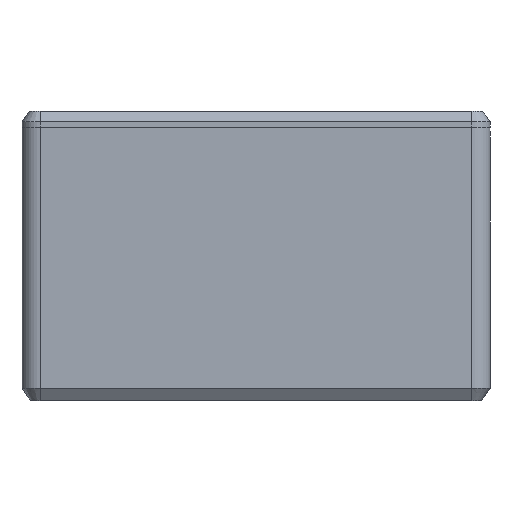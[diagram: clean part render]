
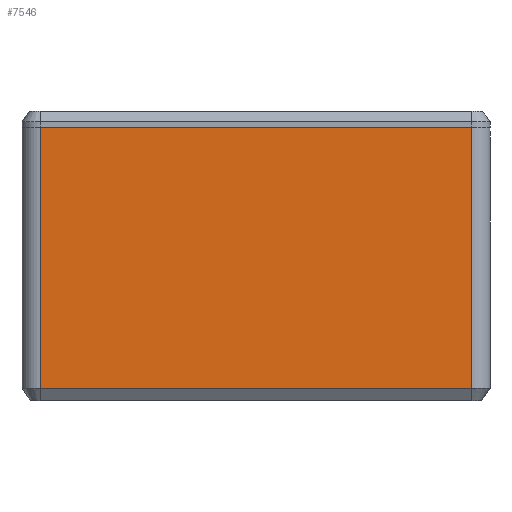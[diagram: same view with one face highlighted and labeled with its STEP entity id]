
A CAD part, left-side view. The second image highlights one B-rep face of the part: STEP entity #7546.
In plain terms, the highlighted planar face has unit normal (-1, 0, 0).
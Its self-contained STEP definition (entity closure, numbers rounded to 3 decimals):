
#798=FACE_OUTER_BOUND('',#1229,.T.);
#1229=EDGE_LOOP('',(#5431,#5432,#5433,#5434));
#1740=LINE('',#9771,#2408);
#1891=LINE('',#10435,#2559);
#1892=LINE('',#10437,#2560);
#1893=LINE('',#10439,#2561);
#2408=VECTOR('',#8333,10.);
#2559=VECTOR('',#8720,10.);
#2560=VECTOR('',#8723,10.);
#2561=VECTOR('',#8726,10.);
#3088=VERTEX_POINT('',#9768);
#3089=VERTEX_POINT('',#9770);
#3204=VERTEX_POINT('',#10407);
#3210=VERTEX_POINT('',#10429);
#3855=EDGE_CURVE('',#3088,#3089,#1740,.T.);
#4060=EDGE_CURVE('',#3204,#3210,#1891,.T.);
#4061=EDGE_CURVE('',#3210,#3088,#1892,.T.);
#4062=EDGE_CURVE('',#3204,#3089,#1893,.T.);
#5431=ORIENTED_EDGE('',*,*,#4060,.F.);
#5432=ORIENTED_EDGE('',*,*,#4062,.T.);
#5433=ORIENTED_EDGE('',*,*,#3855,.F.);
#5434=ORIENTED_EDGE('',*,*,#4061,.F.);
#7339=PLANE('',#8058);
#7546=ADVANCED_FACE('',(#798),#7339,.T.);
#8058=AXIS2_PLACEMENT_3D('',#10438,#8724,#8725);
#8333=DIRECTION('',(0.,-1.,0.));
#8720=DIRECTION('',(0.,1.,0.));
#8723=DIRECTION('',(0.,0.,1.));
#8724=DIRECTION('center_axis',(-1.,0.,0.));
#8725=DIRECTION('ref_axis',(0.,-1.,0.));
#8726=DIRECTION('',(0.,0.,1.));
#9768=CARTESIAN_POINT('',(-53.5,35.5,45.));
#9770=CARTESIAN_POINT('',(-53.5,-35.5,45.));
#9771=CARTESIAN_POINT('',(-53.5,-35.5,45.));
#10407=CARTESIAN_POINT('',(-53.5,-35.5,2.));
#10429=CARTESIAN_POINT('',(-53.5,35.5,2.));
#10435=CARTESIAN_POINT('',(-53.5,17.75,2.));
#10437=CARTESIAN_POINT('',(-53.5,35.5,0.));
#10438=CARTESIAN_POINT('Origin',(-53.5,35.5,0.));
#10439=CARTESIAN_POINT('',(-53.5,-35.5,0.));
